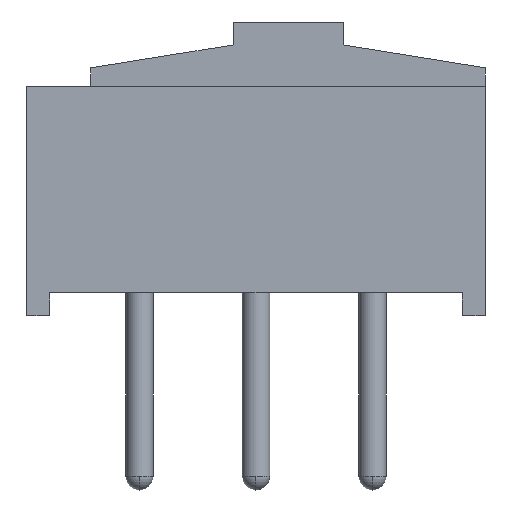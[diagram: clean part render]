
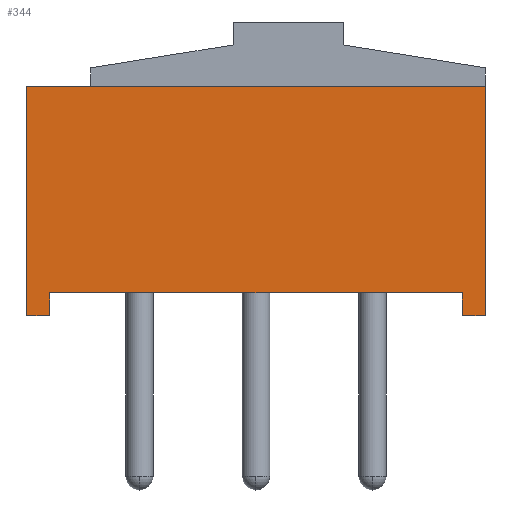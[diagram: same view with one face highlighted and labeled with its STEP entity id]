
A CAD part, left-side view. The second image highlights one B-rep face of the part: STEP entity #344.
In plain terms, the highlighted planar face has unit normal (-1, 0, 0).
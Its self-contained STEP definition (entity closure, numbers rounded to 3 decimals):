
#80=CARTESIAN_POINT('',(-1.25,4.5,0.));
#81=VERTEX_POINT('',#80);
#88=CARTESIAN_POINT('',(-1.25,5.0,0.));
#89=VERTEX_POINT('',#88);
#90=CARTESIAN_POINT('',(-1.25,4.5,0.));
#91=DIRECTION('',(0.0,1.0,0.0));
#92=VECTOR('',#91,0.5);
#93=LINE('',#90,#92);
#94=EDGE_CURVE('',#81,#89,#93,.T.);
#118=CARTESIAN_POINT('',(-1.25,4.5,0.5));
#119=VERTEX_POINT('',#118);
#126=CARTESIAN_POINT('',(-1.25,4.5,0.5));
#127=DIRECTION('',(0.0,0.0,-1.0));
#128=VECTOR('',#127,0.5);
#129=LINE('',#126,#128);
#130=EDGE_CURVE('',#119,#81,#129,.T.);
#150=CARTESIAN_POINT('',(-1.25,-4.5,0.5));
#151=VERTEX_POINT('',#150);
#158=CARTESIAN_POINT('',(-1.25,4.5,0.5));
#159=DIRECTION('',(0.0,-1.0,0.0));
#160=VECTOR('',#159,9.);
#161=LINE('',#158,#160);
#162=EDGE_CURVE('',#119,#151,#161,.T.);
#182=CARTESIAN_POINT('',(-1.25,5.0,5.0));
#183=VERTEX_POINT('',#182);
#190=CARTESIAN_POINT('',(-1.25,-5.,5.0));
#191=VERTEX_POINT('',#190);
#192=CARTESIAN_POINT('',(-1.25,-5.,5.0));
#193=DIRECTION('',(0.0,1.0,0.0));
#194=VECTOR('',#193,10.);
#195=LINE('',#192,#194);
#196=EDGE_CURVE('',#191,#183,#195,.T.);
#219=CARTESIAN_POINT('',(-1.25,5.0,5.0));
#220=DIRECTION('',(0.0,0.0,-1.0));
#221=VECTOR('',#220,5.);
#222=LINE('',#219,#221);
#223=EDGE_CURVE('',#183,#89,#222,.T.);
#242=CARTESIAN_POINT('',(-1.25,-4.5,0.));
#243=VERTEX_POINT('',#242);
#250=CARTESIAN_POINT('',(-1.25,-4.5,0.));
#251=DIRECTION('',(0.0,0.0,1.0));
#252=VECTOR('',#251,0.5);
#253=LINE('',#250,#252);
#254=EDGE_CURVE('',#243,#151,#253,.T.);
#273=CARTESIAN_POINT('',(-1.25,-5.,0.));
#274=VERTEX_POINT('',#273);
#281=CARTESIAN_POINT('',(-1.25,-5.,0.));
#282=DIRECTION('',(0.0,1.0,0.0));
#283=VECTOR('',#282,0.5);
#284=LINE('',#281,#283);
#285=EDGE_CURVE('',#274,#243,#284,.T.);
#303=CARTESIAN_POINT('',(-1.25,-5.,0.));
#304=DIRECTION('',(0.0,0.0,1.0));
#305=VECTOR('',#304,5.);
#306=LINE('',#303,#305);
#307=EDGE_CURVE('',#274,#191,#306,.T.);
#329=CARTESIAN_POINT('',(-1.25,-4.75,0.25));
#330=DIRECTION('',(1.0,0.0,0.0));
#331=DIRECTION('',(0.0,0.0,-1.0));
#332=AXIS2_PLACEMENT_3D('',#329,#330,#331);
#333=PLANE('',#332);
#334=ORIENTED_EDGE('',*,*,#254,.F.);
#335=ORIENTED_EDGE('',*,*,#285,.F.);
#336=ORIENTED_EDGE('',*,*,#307,.T.);
#337=ORIENTED_EDGE('',*,*,#196,.T.);
#338=ORIENTED_EDGE('',*,*,#223,.T.);
#339=ORIENTED_EDGE('',*,*,#94,.F.);
#340=ORIENTED_EDGE('',*,*,#130,.F.);
#341=ORIENTED_EDGE('',*,*,#162,.T.);
#342=EDGE_LOOP('',(#334,#335,#336,#337,#338,#339,#340,#341));
#343=FACE_OUTER_BOUND('',#342,.T.);
#344=ADVANCED_FACE('',(#343),#333,.F.);
